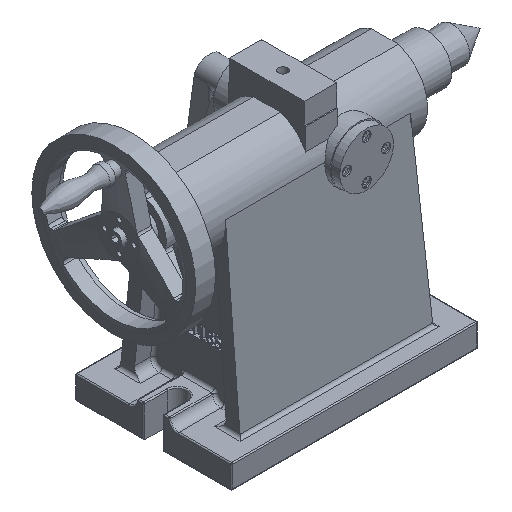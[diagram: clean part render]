
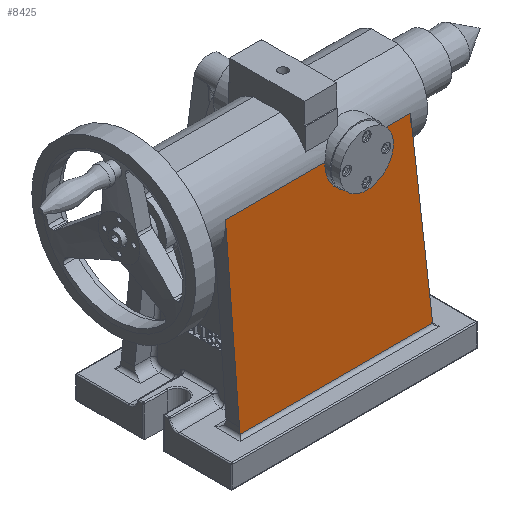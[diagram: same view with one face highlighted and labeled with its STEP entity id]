
A CAD part, isometric view. The second image highlights one B-rep face of the part: STEP entity #8425.
In plain terms, the highlighted planar face has unit normal (0, -0.995, 0.097).
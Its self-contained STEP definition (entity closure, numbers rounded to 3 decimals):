
#131=ELLIPSE('',#8722,3.014,3.);
#134=ELLIPSE('',#8727,3.014,3.);
#142=ELLIPSE('',#9049,26.122,26.);
#2501=ORIENTED_EDGE('',*,*,#3349,.T.);
#2502=ORIENTED_EDGE('',*,*,#3354,.F.);
#2503=ORIENTED_EDGE('',*,*,#3358,.T.);
#2504=ORIENTED_EDGE('',*,*,#4090,.F.);
#2505=ORIENTED_EDGE('',*,*,#4091,.T.);
#2506=ORIENTED_EDGE('',*,*,#3768,.T.);
#2507=ORIENTED_EDGE('',*,*,#4092,.T.);
#2508=ORIENTED_EDGE('',*,*,#4082,.F.);
#2509=ORIENTED_EDGE('',*,*,#4093,.T.);
#3349=EDGE_CURVE('',#4458,#4459,#131,.T.);
#3354=EDGE_CURVE('',#4463,#4459,#5206,.F.);
#3358=EDGE_CURVE('',#4463,#4465,#134,.T.);
#3768=EDGE_CURVE('',#4738,#4739,#142,.T.);
#4082=EDGE_CURVE('',#4958,#4959,#5626,.T.);
#4090=EDGE_CURVE('',#4963,#4465,#5633,.T.);
#4091=EDGE_CURVE('',#4963,#4738,#5634,.T.);
#4092=EDGE_CURVE('',#4739,#4959,#5635,.T.);
#4093=EDGE_CURVE('',#4958,#4458,#5636,.T.);
#4458=VERTEX_POINT('',#12321);
#4459=VERTEX_POINT('',#12322);
#4463=VERTEX_POINT('',#12337);
#4465=VERTEX_POINT('',#12343);
#4738=VERTEX_POINT('',#13352);
#4739=VERTEX_POINT('',#13353);
#4958=VERTEX_POINT('',#14862);
#4959=VERTEX_POINT('',#14863);
#4963=VERTEX_POINT('',#14882);
#5206=LINE('',#12336,#5901);
#5626=LINE('',#14861,#6321);
#5633=LINE('',#14881,#6328);
#5634=LINE('',#14883,#6329);
#5635=LINE('',#14884,#6330);
#5636=LINE('',#14885,#6331);
#5901=VECTOR('',#9869,1000.);
#6321=VECTOR('',#11345,1000.);
#6328=VECTOR('',#11368,1000.);
#6329=VECTOR('',#11369,1000.);
#6330=VECTOR('',#11370,1000.);
#6331=VECTOR('',#11371,1000.);
#6963=EDGE_LOOP('',(#2501,#2502,#2503,#2504,#2505,#2506,#2507,#2508,#2509));
#7615=FACE_BOUND('',#6963,.T.);
#7947=PLANE('',#9260);
#8425=ADVANCED_FACE('',(#7615),#7947,.F.);
#8722=AXIS2_PLACEMENT_3D('',#12320,#9861,#9862);
#8727=AXIS2_PLACEMENT_3D('',#12345,#9876,#9877);
#9049=AXIS2_PLACEMENT_3D('',#13351,#10781,#10782);
#9260=AXIS2_PLACEMENT_3D('',#14880,#11366,#11367);
#9861=DIRECTION('',(0.,0.995,-0.097));
#9862=DIRECTION('',(0.,-0.097,-0.995));
#9869=DIRECTION('',(1.,0.,0.));
#9876=DIRECTION('',(0.,0.995,-0.097));
#9877=DIRECTION('',(0.,0.097,0.995));
#10781=DIRECTION('',(0.,0.995,-0.097));
#10782=DIRECTION('',(0.,0.097,0.995));
#11345=DIRECTION('',(0.014,0.097,0.995));
#11366=DIRECTION('',(0.,0.995,-0.097));
#11367=DIRECTION('',(0.,0.097,0.995));
#11368=DIRECTION('',(0.029,-0.097,-0.995));
#11369=DIRECTION('',(-1.,0.,0.));
#11370=DIRECTION('',(-1.,0.,0.));
#11371=DIRECTION('',(0.,-0.097,-0.995));
#12320=CARTESIAN_POINT('',(22.116,-55.709,25.));
#12321=CARTESIAN_POINT('',(25.116,-55.709,25.));
#12322=CARTESIAN_POINT('',(25.102,-55.737,24.71));
#12336=CARTESIAN_POINT('',(216.,-55.737,24.71));
#12337=CARTESIAN_POINT('',(204.928,-55.737,24.71));
#12343=CARTESIAN_POINT('',(204.916,-55.717,24.913));
#12345=CARTESIAN_POINT('',(207.914,-55.709,25.));
#13351=CARTESIAN_POINT('',(146.,-40.188,185.));
#13352=CARTESIAN_POINT('',(171.712,-39.813,188.862));
#13353=CARTESIAN_POINT('',(120.288,-39.813,188.862));
#14861=CARTESIAN_POINT('',(25.04,-55.734,24.742));
#14862=CARTESIAN_POINT('',(25.116,-55.224,30.));
#14863=CARTESIAN_POINT('',(27.418,-39.813,188.862));
#14880=CARTESIAN_POINT('',(216.,-56.,22.));
#14881=CARTESIAN_POINT('',(205.009,-56.031,21.684));
#14882=CARTESIAN_POINT('',(200.163,-39.813,188.862));
#14883=CARTESIAN_POINT('',(216.,-39.813,188.862));
#14884=CARTESIAN_POINT('',(216.,-39.813,188.862));
#14885=CARTESIAN_POINT('',(25.116,-56.,22.));
